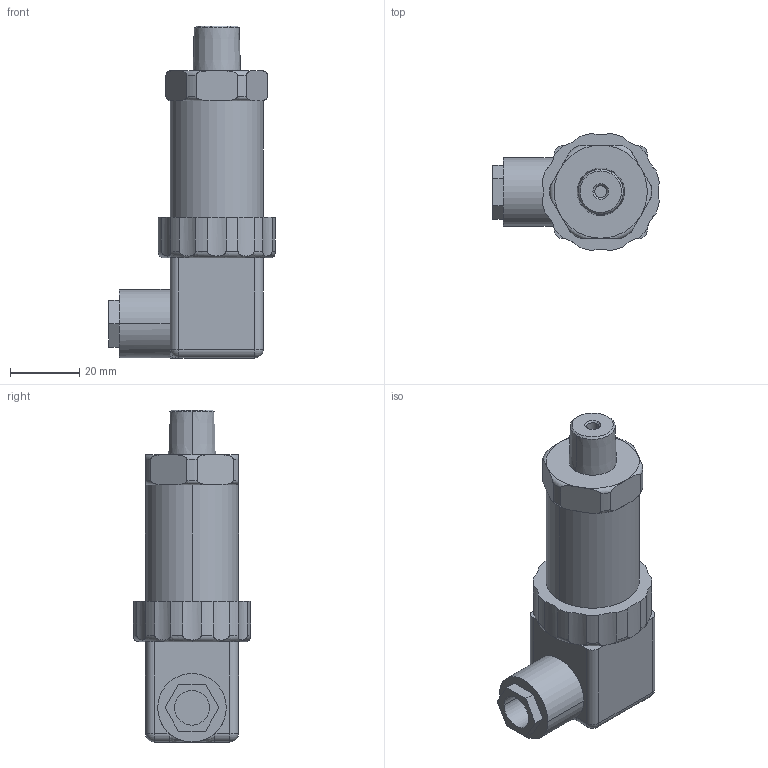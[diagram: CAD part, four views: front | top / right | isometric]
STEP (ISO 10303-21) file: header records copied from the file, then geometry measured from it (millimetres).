
FILE_DESCRIPTION((''),'2;1');
FILE_NAME('PMP450 (1-4 NPT thread).stp','2011-02-04T15:27:18',(''),(''),'Mechanical Desktop 2008','Mechanical Desktop 2008',', , ');
FILE_SCHEMA(('CONFIG_CONTROL_DESIGN'));
Length unit declared in the file: inch
Products named in the file (2): PMP450 (1-4 NPT THREAD); PART1
Assembly tree (1 placements, depth 2):
  PMP450 (1-4 NPT THREAD)
    PART1
Bounding box: 48.18 x 33.87 x 96.01 mm (x, y, z)
Volume: 60411.7 mm3; surface area: 12229 mm2
Topology: 1 solids, 2 shells, 109 faces, 268 edges, 162 vertices
Faces by surface type: cylinder 49, plane 34, torus 14, cone 6, sphere 4, bspline 2
Entity records: 3905 total; most frequent: CARTESIAN_POINT 1243, DIRECTION 562, ORIENTED_EDGE 524, EDGE_CURVE 262, AXIS2_PLACEMENT_3D 231, VERTEX_POINT 162, CIRCLE 122, EDGE_LOOP 114
